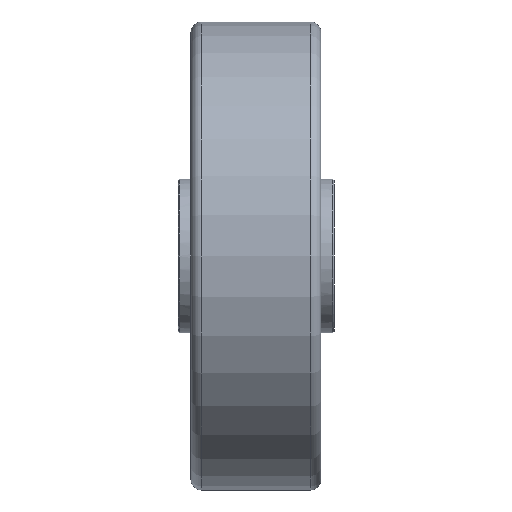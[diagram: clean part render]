
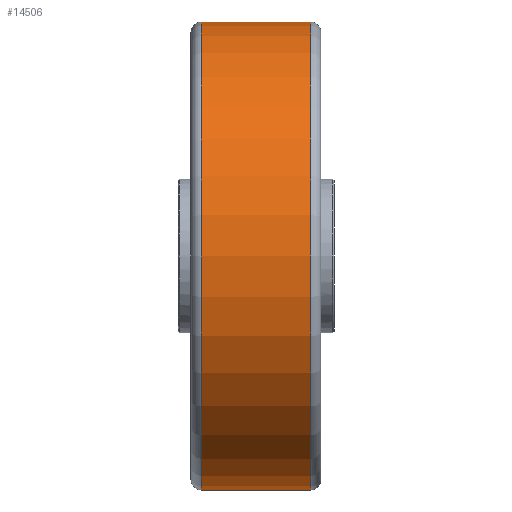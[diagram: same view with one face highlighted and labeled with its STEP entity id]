
A CAD part, front view. The second image highlights one B-rep face of the part: STEP entity #14506.
In plain terms, the highlighted cylindrical face has radius 90 mm (diameter 180 mm), a partial arc.
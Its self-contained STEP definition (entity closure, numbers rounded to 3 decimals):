
#3 = LINE ( 'NONE', #1248, #8671 ) ;
#295 = ORIENTED_EDGE ( 'NONE', *, *, #19385, .T. ) ;
#1248 = CARTESIAN_POINT ( 'NONE',  ( -70.878, 39.811, -98.732 ) ) ;
#1400 = CARTESIAN_POINT ( 'NONE',  ( -8.86, 39.811, -8.732 ) ) ;
#2240 = VERTEX_POINT ( 'NONE', #12961 ) ;
#2545 = ORIENTED_EDGE ( 'NONE', *, *, #10014, .T. ) ;
#2748 = ORIENTED_EDGE ( 'NONE', *, *, #14244, .F. ) ;
#2929 = AXIS2_PLACEMENT_3D ( 'NONE', #8651, #7018, #17803 ) ;
#3032 = VERTEX_POINT ( 'NONE', #15464 ) ;
#4115 = AXIS2_PLACEMENT_3D ( 'NONE', #8406, #5217, #13065 ) ;
#4187 = VECTOR ( 'NONE', #18282, 1000. ) ;
#4227 = EDGE_LOOP ( 'NONE', ( #2748, #7875, #295, #2545 ) ) ;
#5217 = DIRECTION ( 'NONE',  ( -1., 0., 0. ) ) ;
#5689 = CIRCLE ( 'NONE', #2929, 90. ) ;
#5846 = DIRECTION ( 'NONE',  ( -1., 0., 0. ) ) ;
#7018 = DIRECTION ( 'NONE',  ( 1., 0., 0. ) ) ;
#7029 = CARTESIAN_POINT ( 'NONE',  ( -50.86, 39.811, -98.732 ) ) ;
#7875 = ORIENTED_EDGE ( 'NONE', *, *, #18232, .T. ) ;
#8406 = CARTESIAN_POINT ( 'NONE',  ( -70.878, 39.811, -8.732 ) ) ;
#8651 = CARTESIAN_POINT ( 'NONE',  ( -50.86, 39.811, -8.732 ) ) ;
#8671 = VECTOR ( 'NONE', #18381, 1000. ) ;
#9052 = LINE ( 'NONE', #19824, #4187 ) ;
#10014 = EDGE_CURVE ( 'NONE', #3032, #14654, #5689, .T. ) ;
#11878 = CARTESIAN_POINT ( 'NONE',  ( -8.86, 39.811, 81.268 ) ) ;
#12479 = VERTEX_POINT ( 'NONE', #11878 ) ;
#12759 = CIRCLE ( 'NONE', #19192, 90. ) ;
#12961 = CARTESIAN_POINT ( 'NONE',  ( -8.86, 39.811, -98.732 ) ) ;
#13065 = DIRECTION ( 'NONE',  ( 0., 0., 1. ) ) ;
#13235 = FACE_OUTER_BOUND ( 'NONE', #4227, .T. ) ;
#14244 = EDGE_CURVE ( 'NONE', #2240, #14654, #3, .T. ) ;
#14506 = ADVANCED_FACE ( 'NONE', ( #13235 ), #16855, .T. ) ;
#14654 = VERTEX_POINT ( 'NONE', #7029 ) ;
#15464 = CARTESIAN_POINT ( 'NONE',  ( -50.86, 39.811, 81.268 ) ) ;
#16855 = CYLINDRICAL_SURFACE ( 'NONE', #4115, 90. ) ;
#17803 = DIRECTION ( 'NONE',  ( 0., 0., -1. ) ) ;
#18232 = EDGE_CURVE ( 'NONE', #2240, #12479, #12759, .T. ) ;
#18252 = DIRECTION ( 'NONE',  ( 0., 0., 1. ) ) ;
#18282 = DIRECTION ( 'NONE',  ( -1., 0., 0. ) ) ;
#18381 = DIRECTION ( 'NONE',  ( -1., 0., 0. ) ) ;
#19192 = AXIS2_PLACEMENT_3D ( 'NONE', #1400, #5846, #18252 ) ;
#19385 = EDGE_CURVE ( 'NONE', #12479, #3032, #9052, .T. ) ;
#19824 = CARTESIAN_POINT ( 'NONE',  ( -70.878, 39.811, 81.268 ) ) ;
